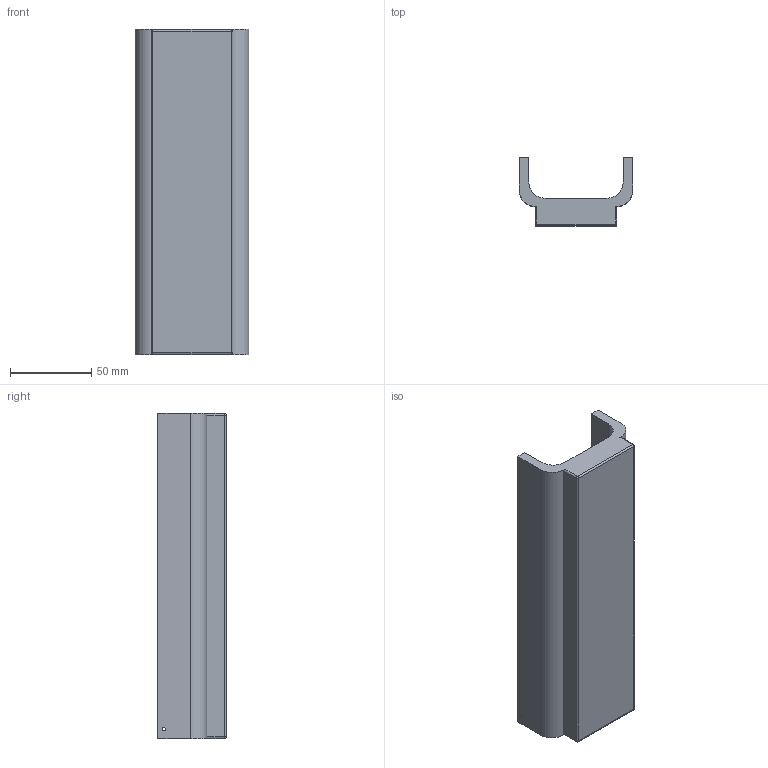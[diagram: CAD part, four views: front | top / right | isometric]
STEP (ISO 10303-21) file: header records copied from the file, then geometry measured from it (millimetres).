
FILE_DESCRIPTION (( 'STEP AP214' ), '1' );
FILE_NAME ('forearm.STEP', '2025-12-21T19:32:50', ( '' ), ( '' ), 'SwSTEP 2.0', 'SolidWorks 2022', '' );
FILE_SCHEMA (( 'AUTOMOTIVE_DESIGN' ));
Length unit declared in the file: millimetre
Products named in the file (1): forearm
Bounding box: 70 x 42 x 200 mm (x, y, z)
Volume: 173891 mm3; surface area: 74642.6 mm2
Topology: 1 solids, 1 shells, 43 faces, 110 edges, 66 vertices
Faces by surface type: plane 23, cylinder 16, sphere 4
Entity records: 1322 total; most frequent: CARTESIAN_POINT 248, DIRECTION 218, ORIENTED_EDGE 212, EDGE_CURVE 106, VECTOR 74, LINE 74, AXIS2_PLACEMENT_3D 72, VERTEX_POINT 66
